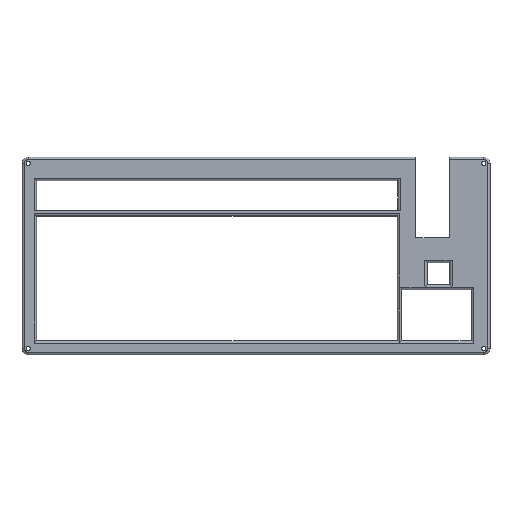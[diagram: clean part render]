
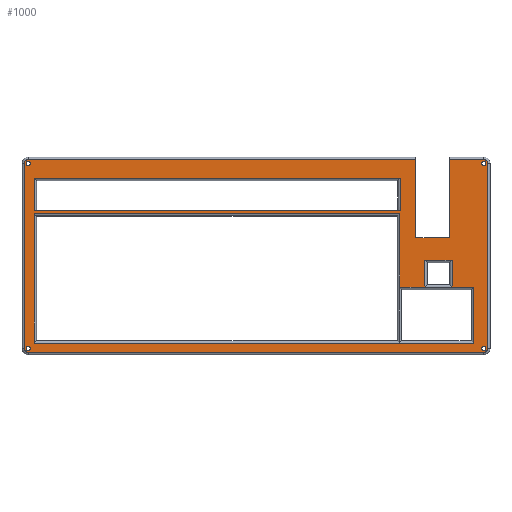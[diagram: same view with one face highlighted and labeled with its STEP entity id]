
A CAD part, top view. The second image highlights one B-rep face of the part: STEP entity #1000.
In plain terms, the highlighted planar face has unit normal (0, 0, 1).
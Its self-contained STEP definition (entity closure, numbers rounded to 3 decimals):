
#19=FACE_BOUND('',#129,.T.);
#20=FACE_BOUND('',#130,.T.);
#21=FACE_BOUND('',#131,.T.);
#22=FACE_BOUND('',#132,.T.);
#23=FACE_BOUND('',#133,.T.);
#24=FACE_BOUND('',#134,.T.);
#25=FACE_BOUND('',#135,.T.);
#39=PLANE('',#1080);
#71=FACE_OUTER_BOUND('',#128,.T.);
#128=EDGE_LOOP('',(#716,#717,#718,#719,#720,#721,#722,#723,#724,#725,#726,
#727));
#129=EDGE_LOOP('',(#728,#729,#730,#731));
#130=EDGE_LOOP('',(#732,#733,#734,#735));
#131=EDGE_LOOP('',(#736));
#132=EDGE_LOOP('',(#737));
#133=EDGE_LOOP('',(#738));
#134=EDGE_LOOP('',(#739));
#135=EDGE_LOOP('',(#740,#741,#742,#743,#744,#745));
#206=CIRCLE('',#1081,3.);
#207=CIRCLE('',#1082,3.);
#208=CIRCLE('',#1083,3.);
#209=CIRCLE('',#1084,3.);
#210=CIRCLE('',#1085,1.7);
#211=CIRCLE('',#1086,1.7);
#212=CIRCLE('',#1087,1.7);
#213=CIRCLE('',#1088,1.7);
#237=LINE('',#1481,#336);
#239=LINE('',#1487,#338);
#240=LINE('',#1491,#339);
#249=LINE('',#1512,#348);
#251=LINE('',#1523,#350);
#255=LINE('',#1533,#354);
#261=LINE('',#1547,#360);
#262=LINE('',#1549,#361);
#263=LINE('',#1551,#362);
#264=LINE('',#1553,#363);
#265=LINE('',#1555,#364);
#266=LINE('',#1559,#365);
#267=LINE('',#1563,#366);
#268=LINE('',#1567,#367);
#269=LINE('',#1569,#368);
#270=LINE('',#1572,#369);
#271=LINE('',#1574,#370);
#272=LINE('',#1576,#371);
#273=LINE('',#1577,#372);
#274=LINE('',#1587,#373);
#275=LINE('',#1589,#374);
#276=LINE('',#1590,#375);
#336=VECTOR('',#1171,10.);
#338=VECTOR('',#1177,10.);
#339=VECTOR('',#1182,10.);
#348=VECTOR('',#1201,10.);
#350=VECTOR('',#1211,10.);
#354=VECTOR('',#1221,10.);
#360=VECTOR('',#1233,10.);
#361=VECTOR('',#1234,10.);
#362=VECTOR('',#1235,10.);
#363=VECTOR('',#1236,10.);
#364=VECTOR('',#1237,10.);
#365=VECTOR('',#1240,10.);
#366=VECTOR('',#1243,10.);
#367=VECTOR('',#1246,10.);
#368=VECTOR('',#1249,10.);
#369=VECTOR('',#1250,10.);
#370=VECTOR('',#1251,10.);
#371=VECTOR('',#1252,10.);
#372=VECTOR('',#1253,10.);
#373=VECTOR('',#1262,10.);
#374=VECTOR('',#1263,10.);
#375=VECTOR('',#1264,10.);
#436=VERTEX_POINT('',#1478);
#437=VERTEX_POINT('',#1480);
#439=VERTEX_POINT('',#1486);
#440=VERTEX_POINT('',#1490);
#446=VERTEX_POINT('',#1510);
#447=VERTEX_POINT('',#1511);
#451=VERTEX_POINT('',#1520);
#452=VERTEX_POINT('',#1522);
#459=VERTEX_POINT('',#1545);
#460=VERTEX_POINT('',#1546);
#461=VERTEX_POINT('',#1548);
#462=VERTEX_POINT('',#1550);
#463=VERTEX_POINT('',#1552);
#464=VERTEX_POINT('',#1554);
#465=VERTEX_POINT('',#1556);
#466=VERTEX_POINT('',#1558);
#467=VERTEX_POINT('',#1560);
#468=VERTEX_POINT('',#1562);
#469=VERTEX_POINT('',#1564);
#470=VERTEX_POINT('',#1566);
#471=VERTEX_POINT('',#1570);
#472=VERTEX_POINT('',#1571);
#473=VERTEX_POINT('',#1573);
#474=VERTEX_POINT('',#1575);
#475=VERTEX_POINT('',#1578);
#476=VERTEX_POINT('',#1580);
#477=VERTEX_POINT('',#1582);
#478=VERTEX_POINT('',#1584);
#479=VERTEX_POINT('',#1586);
#480=VERTEX_POINT('',#1588);
#526=EDGE_CURVE('',#436,#437,#237,.T.);
#529=EDGE_CURVE('',#437,#439,#239,.T.);
#531=EDGE_CURVE('',#439,#440,#240,.T.);
#541=EDGE_CURVE('',#446,#447,#249,.T.);
#546=EDGE_CURVE('',#451,#452,#251,.T.);
#552=EDGE_CURVE('',#452,#446,#255,.T.);
#558=EDGE_CURVE('',#459,#460,#261,.T.);
#559=EDGE_CURVE('',#459,#461,#262,.T.);
#560=EDGE_CURVE('',#461,#462,#263,.T.);
#561=EDGE_CURVE('',#462,#463,#264,.T.);
#562=EDGE_CURVE('',#464,#463,#265,.T.);
#563=EDGE_CURVE('',#465,#464,#206,.T.);
#564=EDGE_CURVE('',#466,#465,#266,.T.);
#565=EDGE_CURVE('',#467,#466,#207,.T.);
#566=EDGE_CURVE('',#468,#467,#267,.T.);
#567=EDGE_CURVE('',#469,#468,#208,.T.);
#568=EDGE_CURVE('',#470,#469,#268,.T.);
#569=EDGE_CURVE('',#460,#470,#209,.T.);
#570=EDGE_CURVE('',#436,#440,#269,.T.);
#571=EDGE_CURVE('',#471,#472,#270,.T.);
#572=EDGE_CURVE('',#473,#471,#271,.T.);
#573=EDGE_CURVE('',#474,#473,#272,.T.);
#574=EDGE_CURVE('',#472,#474,#273,.T.);
#575=EDGE_CURVE('',#475,#475,#210,.T.);
#576=EDGE_CURVE('',#476,#476,#211,.T.);
#577=EDGE_CURVE('',#477,#477,#212,.T.);
#578=EDGE_CURVE('',#478,#478,#213,.T.);
#579=EDGE_CURVE('',#447,#479,#274,.T.);
#580=EDGE_CURVE('',#480,#451,#275,.T.);
#581=EDGE_CURVE('',#479,#480,#276,.T.);
#716=ORIENTED_EDGE('',*,*,#558,.F.);
#717=ORIENTED_EDGE('',*,*,#559,.T.);
#718=ORIENTED_EDGE('',*,*,#560,.T.);
#719=ORIENTED_EDGE('',*,*,#561,.T.);
#720=ORIENTED_EDGE('',*,*,#562,.F.);
#721=ORIENTED_EDGE('',*,*,#563,.F.);
#722=ORIENTED_EDGE('',*,*,#564,.F.);
#723=ORIENTED_EDGE('',*,*,#565,.F.);
#724=ORIENTED_EDGE('',*,*,#566,.F.);
#725=ORIENTED_EDGE('',*,*,#567,.F.);
#726=ORIENTED_EDGE('',*,*,#568,.F.);
#727=ORIENTED_EDGE('',*,*,#569,.F.);
#728=ORIENTED_EDGE('',*,*,#570,.T.);
#729=ORIENTED_EDGE('',*,*,#531,.F.);
#730=ORIENTED_EDGE('',*,*,#529,.F.);
#731=ORIENTED_EDGE('',*,*,#526,.F.);
#732=ORIENTED_EDGE('',*,*,#571,.F.);
#733=ORIENTED_EDGE('',*,*,#572,.F.);
#734=ORIENTED_EDGE('',*,*,#573,.F.);
#735=ORIENTED_EDGE('',*,*,#574,.F.);
#736=ORIENTED_EDGE('',*,*,#575,.T.);
#737=ORIENTED_EDGE('',*,*,#576,.T.);
#738=ORIENTED_EDGE('',*,*,#577,.T.);
#739=ORIENTED_EDGE('',*,*,#578,.T.);
#740=ORIENTED_EDGE('',*,*,#579,.F.);
#741=ORIENTED_EDGE('',*,*,#541,.F.);
#742=ORIENTED_EDGE('',*,*,#552,.F.);
#743=ORIENTED_EDGE('',*,*,#546,.F.);
#744=ORIENTED_EDGE('',*,*,#580,.F.);
#745=ORIENTED_EDGE('',*,*,#581,.F.);
#1000=ADVANCED_FACE('',(#71,#19,#20,#21,#22,#23,#24,#25),#39,.T.);
#1080=AXIS2_PLACEMENT_3D('',#1544,#1231,#1232);
#1081=AXIS2_PLACEMENT_3D('',#1557,#1238,#1239);
#1082=AXIS2_PLACEMENT_3D('',#1561,#1241,#1242);
#1083=AXIS2_PLACEMENT_3D('',#1565,#1244,#1245);
#1084=AXIS2_PLACEMENT_3D('',#1568,#1247,#1248);
#1085=AXIS2_PLACEMENT_3D('',#1579,#1254,#1255);
#1086=AXIS2_PLACEMENT_3D('',#1581,#1256,#1257);
#1087=AXIS2_PLACEMENT_3D('',#1583,#1258,#1259);
#1088=AXIS2_PLACEMENT_3D('',#1585,#1260,#1261);
#1171=DIRECTION('',(0.,1.,0.));
#1177=DIRECTION('',(-1.,0.,0.));
#1182=DIRECTION('',(0.,-1.,0.));
#1201=DIRECTION('',(0.,-1.,0.));
#1211=DIRECTION('',(0.,1.,0.));
#1221=DIRECTION('',(-1.,0.,0.));
#1231=DIRECTION('center_axis',(0.,0.,1.));
#1232=DIRECTION('ref_axis',(1.,0.,0.));
#1233=DIRECTION('',(1.,0.,0.));
#1234=DIRECTION('',(0.,-1.,0.));
#1235=DIRECTION('',(-1.,0.,0.));
#1236=DIRECTION('',(0.,1.,0.));
#1237=DIRECTION('',(1.,0.,0.));
#1238=DIRECTION('center_axis',(0.,0.,-1.));
#1239=DIRECTION('ref_axis',(-0.707,0.707,0.));
#1240=DIRECTION('',(0.,1.,0.));
#1241=DIRECTION('center_axis',(0.,0.,-1.));
#1242=DIRECTION('ref_axis',(-0.707,-0.707,0.));
#1243=DIRECTION('',(-1.,0.,0.));
#1244=DIRECTION('center_axis',(0.,0.,-1.));
#1245=DIRECTION('ref_axis',(0.707,-0.707,0.));
#1246=DIRECTION('',(0.,-1.,0.));
#1247=DIRECTION('center_axis',(0.,0.,-1.));
#1248=DIRECTION('ref_axis',(0.707,0.707,0.));
#1249=DIRECTION('',(-1.,0.,0.));
#1250=DIRECTION('',(1.,0.,0.));
#1251=DIRECTION('',(0.,-1.,0.));
#1252=DIRECTION('',(-1.,0.,0.));
#1253=DIRECTION('',(0.,1.,0.));
#1254=DIRECTION('center_axis',(0.,0.,-1.));
#1255=DIRECTION('ref_axis',(1.,0.,0.));
#1256=DIRECTION('center_axis',(0.,0.,-1.));
#1257=DIRECTION('ref_axis',(1.,0.,0.));
#1258=DIRECTION('center_axis',(0.,0.,-1.));
#1259=DIRECTION('ref_axis',(1.,0.,0.));
#1260=DIRECTION('center_axis',(0.,0.,-1.));
#1261=DIRECTION('ref_axis',(1.,0.,0.));
#1262=DIRECTION('',(1.,0.,0.));
#1263=DIRECTION('',(-1.,0.,0.));
#1264=DIRECTION('',(0.,1.,0.));
#1478=CARTESIAN_POINT('',(139.283,42.067,5.));
#1480=CARTESIAN_POINT('',(139.283,68.067,5.));
#1481=CARTESIAN_POINT('',(139.283,35.709,5.));
#1486=CARTESIAN_POINT('',(-155.417,68.067,5.));
#1487=CARTESIAN_POINT('',(-65.136,68.067,5.));
#1490=CARTESIAN_POINT('',(-155.417,42.067,5.));
#1491=CARTESIAN_POINT('',(-155.417,23.709,5.));
#1510=CARTESIAN_POINT('',(-155.417,39.492,5.));
#1511=CARTESIAN_POINT('',(-155.417,-64.708,5.));
#1512=CARTESIAN_POINT('',(-155.417,-28.679,5.));
#1520=CARTESIAN_POINT('',(138.901,-19.658,5.));
#1522=CARTESIAN_POINT('',(138.901,39.492,5.));
#1523=CARTESIAN_POINT('',(138.901,21.421,5.));
#1533=CARTESIAN_POINT('',(-65.136,39.492,5.));
#1544=CARTESIAN_POINT('Origin',(23.145,5.351,5.));
#1545=CARTESIAN_POINT('',(178.658,82.845,5.));
#1546=CARTESIAN_POINT('',(206.383,82.845,5.));
#1547=CARTESIAN_POINT('',(117.264,82.845,5.));
#1548=CARTESIAN_POINT('',(178.658,20.045,5.));
#1549=CARTESIAN_POINT('',(178.658,84.845,5.));
#1550=CARTESIAN_POINT('',(151.783,20.045,5.));
#1551=CARTESIAN_POINT('',(178.658,20.045,5.));
#1552=CARTESIAN_POINT('',(151.783,82.845,5.));
#1553=CARTESIAN_POINT('',(151.783,20.045,5.));
#1554=CARTESIAN_POINT('',(-160.092,82.845,5.));
#1555=CARTESIAN_POINT('',(87.464,82.845,5.));
#1556=CARTESIAN_POINT('',(-163.092,79.845,5.));
#1557=CARTESIAN_POINT('Origin',(-160.092,79.845,5.));
#1558=CARTESIAN_POINT('',(-163.092,-69.143,5.));
#1559=CARTESIAN_POINT('',(-163.092,45.098,5.));
#1560=CARTESIAN_POINT('',(-160.092,-72.143,5.));
#1561=CARTESIAN_POINT('Origin',(-160.092,-69.143,5.));
#1562=CARTESIAN_POINT('',(206.383,-72.143,5.));
#1563=CARTESIAN_POINT('',(-70.973,-72.143,5.));
#1564=CARTESIAN_POINT('',(209.383,-69.143,5.));
#1565=CARTESIAN_POINT('Origin',(206.383,-69.143,5.));
#1566=CARTESIAN_POINT('',(209.383,79.845,5.));
#1567=CARTESIAN_POINT('',(209.383,-34.396,5.));
#1568=CARTESIAN_POINT('Origin',(206.383,79.845,5.));
#1569=CARTESIAN_POINT('',(137.283,42.067,5.));
#1570=CARTESIAN_POINT('',(158.808,-19.618,5.));
#1571=CARTESIAN_POINT('',(180.908,-19.618,5.));
#1572=CARTESIAN_POINT('',(101.027,-19.618,5.));
#1573=CARTESIAN_POINT('',(158.808,2.082,5.));
#1574=CARTESIAN_POINT('',(158.808,-6.134,5.));
#1575=CARTESIAN_POINT('',(180.908,2.082,5.));
#1576=CARTESIAN_POINT('',(91.977,2.082,5.));
#1577=CARTESIAN_POINT('',(180.908,2.716,5.));
#1578=CARTESIAN_POINT('',(-161.792,-69.143,5.));
#1579=CARTESIAN_POINT('Origin',(-160.092,-69.143,5.));
#1580=CARTESIAN_POINT('',(204.683,79.845,5.));
#1581=CARTESIAN_POINT('Origin',(206.383,79.845,5.));
#1582=CARTESIAN_POINT('',(-161.792,79.845,5.));
#1583=CARTESIAN_POINT('Origin',(-160.092,79.845,5.));
#1584=CARTESIAN_POINT('',(204.683,-69.143,5.));
#1585=CARTESIAN_POINT('Origin',(206.383,-69.143,5.));
#1586=CARTESIAN_POINT('',(198.195,-64.708,5.));
#1587=CARTESIAN_POINT('',(109.67,-64.708,5.));
#1588=CARTESIAN_POINT('',(198.195,-19.658,5.));
#1589=CARTESIAN_POINT('',(81.62,-19.658,5.));
#1590=CARTESIAN_POINT('',(198.195,-8.154,5.));
